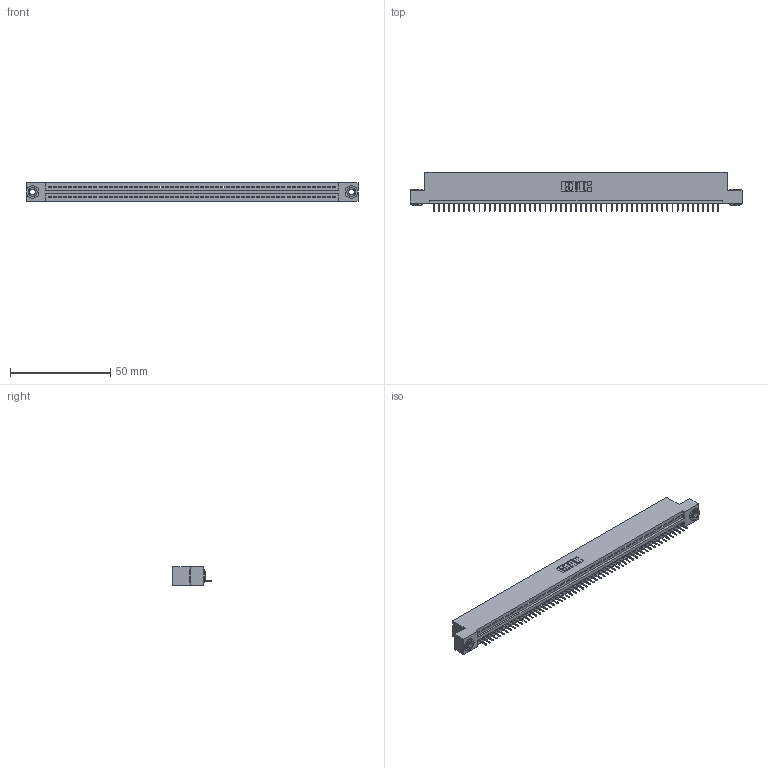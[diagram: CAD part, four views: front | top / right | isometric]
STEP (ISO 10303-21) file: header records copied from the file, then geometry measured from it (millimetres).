
FILE_DESCRIPTION (( 'STEP AP203' ), '1' );
FILE_NAME ('345-057-524-103.STEP', '2018-09-21T09:42:25', ( '' ), ( '' ), 'SwSTEP 2.0', 'SolidWorks 2016', '' );
FILE_SCHEMA (( 'CONFIG_CONTROL_DESIGN' ));
Length unit declared in the file: inch
Products named in the file (4): 345 Part_Flush Mounting Lugs - 0.156 Dia-TH; 345-292-001_345-293-124; 345-250-002_345-250-002-102; 345-057-524-103
Assembly tree (60 placements, depth 2):
  345-057-524-103
    345 Part_Flush Mounting Lugs - 0.156 Dia-TH
    345-292-001_345-293-124  x57
    345-250-002_345-250-002-102  x2
Bounding box: 165.99 x 19.35 x 9.4 mm (x, y, z)
Volume: 15682.9 mm3; surface area: 20539.6 mm2
Topology: 60 solids, 60 shells, 3698 faces, 10677 edges, 6886 vertices
Faces by surface type: plane 2712, cylinder 978, cone 8
Entity records: 41604 total; most frequent: CARTESIAN_POINT 7182, ORIENTED_EDGE 7166, DIRECTION 6283, EDGE_CURVE 3583, LINE 3203, VECTOR 3203, VERTEX_POINT 2382, AXIS2_PLACEMENT_3D 1540
